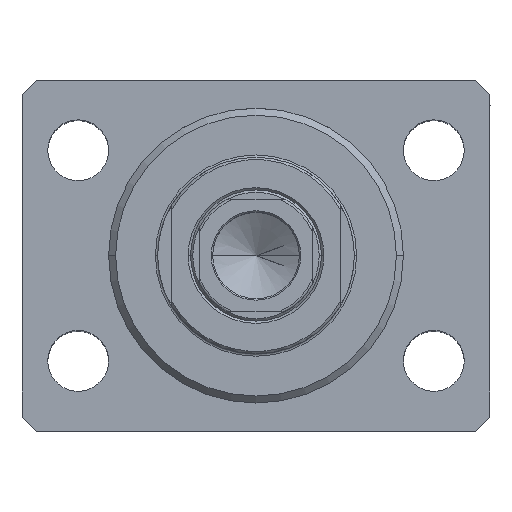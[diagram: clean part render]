
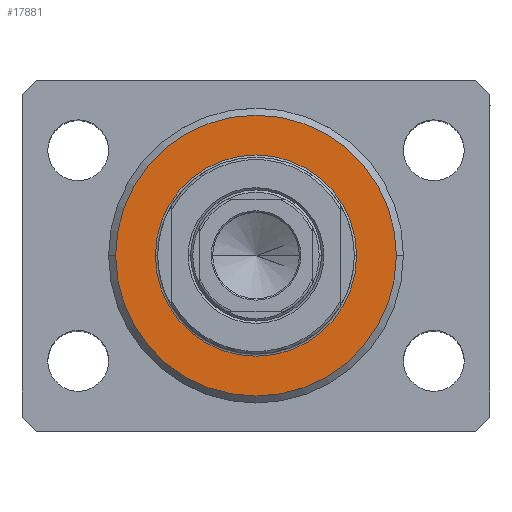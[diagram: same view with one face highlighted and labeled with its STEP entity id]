
A CAD part, top view. The second image highlights one B-rep face of the part: STEP entity #17881.
In plain terms, the highlighted face is planar.
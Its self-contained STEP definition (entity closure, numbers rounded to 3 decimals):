
#1150 = VERTEX_POINT ( 'NONE', #35955 ) ;
#1826 = AXIS2_PLACEMENT_3D ( 'NONE', #12532, #36394, #3037 ) ;
#3037 = DIRECTION ( 'NONE',  ( 1., 0., 0. ) ) ;
#8302 = CIRCLE ( 'NONE', #1826, 21.5 ) ;
#8439 = CARTESIAN_POINT ( 'NONE',  ( 30., 0., 0. ) ) ;
#9012 = CARTESIAN_POINT ( 'NONE',  ( -30., 0., 0. ) ) ;
#10655 = DIRECTION ( 'NONE',  ( 0., 0., -1. ) ) ;
#10796 = EDGE_LOOP ( 'NONE', ( #20648, #43437 ) ) ;
#11900 = AXIS2_PLACEMENT_3D ( 'NONE', #29735, #22532, #29070 ) ;
#12532 = CARTESIAN_POINT ( 'NONE',  ( 0., 0., 0. ) ) ;
#14174 = AXIS2_PLACEMENT_3D ( 'NONE', #16775, #10655, #38141 ) ;
#14994 = EDGE_CURVE ( 'NONE', #19182, #22671, #31290, .T. ) ;
#15538 = FACE_OUTER_BOUND ( 'NONE', #10796, .T. ) ;
#16461 = VERTEX_POINT ( 'NONE', #39587 ) ;
#16775 = CARTESIAN_POINT ( 'NONE',  ( 0., 0., 0. ) ) ;
#17074 = EDGE_CURVE ( 'NONE', #1150, #16461, #8302, .T. ) ;
#17881 = ADVANCED_FACE ( 'NONE', ( #25711, #15538 ), #23187, .F. ) ;
#18708 = CIRCLE ( 'NONE', #26642, 21.5 ) ;
#19182 = VERTEX_POINT ( 'NONE', #8439 ) ;
#20522 = CARTESIAN_POINT ( 'NONE',  ( 0., 0., 0. ) ) ;
#20564 = EDGE_CURVE ( 'NONE', #22671, #19182, #31445, .T. ) ;
#20648 = ORIENTED_EDGE ( 'NONE', *, *, #14994, .T. ) ;
#21725 = DIRECTION ( 'NONE',  ( 0., 0., -1. ) ) ;
#22402 = CARTESIAN_POINT ( 'NONE',  ( 0., 0., 0. ) ) ;
#22532 = DIRECTION ( 'NONE',  ( 0., 0., 1. ) ) ;
#22671 = VERTEX_POINT ( 'NONE', #9012 ) ;
#23187 = PLANE ( 'NONE',  #11900 ) ;
#25288 = ORIENTED_EDGE ( 'NONE', *, *, #34188, .T. ) ;
#25711 = FACE_BOUND ( 'NONE', #25904, .T. ) ;
#25904 = EDGE_LOOP ( 'NONE', ( #41245, #25288 ) ) ;
#26642 = AXIS2_PLACEMENT_3D ( 'NONE', #20522, #34240, #41234 ) ;
#27711 = AXIS2_PLACEMENT_3D ( 'NONE', #22402, #21725, #35443 ) ;
#29070 = DIRECTION ( 'NONE',  ( 1., 0., 0. ) ) ;
#29735 = CARTESIAN_POINT ( 'NONE',  ( 0., 0., 0. ) ) ;
#31290 = CIRCLE ( 'NONE', #27711, 30. ) ;
#31445 = CIRCLE ( 'NONE', #14174, 30. ) ;
#34188 = EDGE_CURVE ( 'NONE', #16461, #1150, #18708, .T. ) ;
#34240 = DIRECTION ( 'NONE',  ( 0., 0., 1. ) ) ;
#35443 = DIRECTION ( 'NONE',  ( 1., 0., 0. ) ) ;
#35955 = CARTESIAN_POINT ( 'NONE',  ( 21.5, 0., 0. ) ) ;
#36394 = DIRECTION ( 'NONE',  ( 0., 0., 1. ) ) ;
#38141 = DIRECTION ( 'NONE',  ( 1., 0., 0. ) ) ;
#39587 = CARTESIAN_POINT ( 'NONE',  ( -21.5, 0., 0. ) ) ;
#41234 = DIRECTION ( 'NONE',  ( 1., 0., 0. ) ) ;
#41245 = ORIENTED_EDGE ( 'NONE', *, *, #17074, .T. ) ;
#43437 = ORIENTED_EDGE ( 'NONE', *, *, #20564, .T. ) ;
